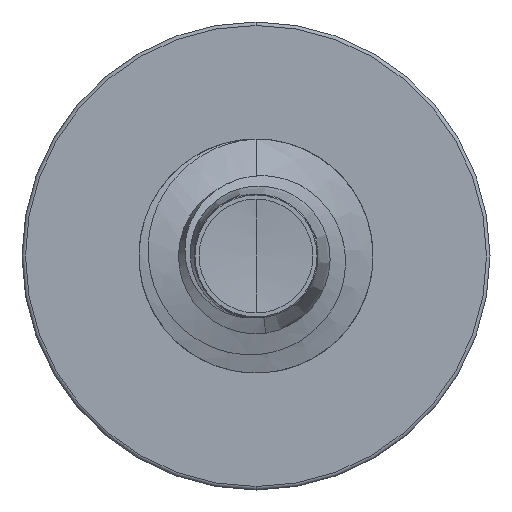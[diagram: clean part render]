
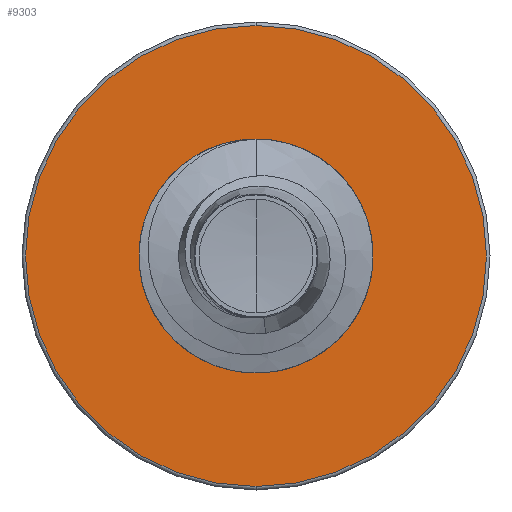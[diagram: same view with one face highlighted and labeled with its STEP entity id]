
A CAD part, front view. The second image highlights one B-rep face of the part: STEP entity #9303.
In plain terms, the highlighted planar face has unit normal (0, -1, 0).
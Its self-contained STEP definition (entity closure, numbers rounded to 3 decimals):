
#533 = VERTEX_POINT ( 'NONE', #23837 ) ;
#817 = AXIS2_PLACEMENT_3D ( 'NONE', #3227, #17614, #5342 ) ;
#1149 = FACE_OUTER_BOUND ( 'NONE', #10744, .T. ) ;
#1518 = DIRECTION ( 'NONE',  ( 0., 1., 0. ) ) ;
#1804 = FACE_BOUND ( 'NONE', #16547, .T. ) ;
#2570 = AXIS2_PLACEMENT_3D ( 'NONE', #15667, #3320, #17701 ) ;
#3049 = DIRECTION ( 'NONE',  ( 0., 1., 0. ) ) ;
#3227 = CARTESIAN_POINT ( 'NONE',  ( 0., 32.5, 0. ) ) ;
#3320 = DIRECTION ( 'NONE',  ( 0., 1., 0. ) ) ;
#3825 = VERTEX_POINT ( 'NONE', #24173 ) ;
#3895 = PLANE ( 'NONE',  #23546 ) ;
#5341 = EDGE_CURVE ( 'NONE', #9832, #10072, #24434, .T. ) ;
#5342 = DIRECTION ( 'NONE',  ( 0., 0., 1. ) ) ;
#5707 = EDGE_CURVE ( 'NONE', #533, #3825, #17916, .T. ) ;
#5998 = DIRECTION ( 'NONE',  ( 0., 0., 1. ) ) ;
#9229 = CIRCLE ( 'NONE', #22439, 3.694 ) ;
#9303 = ADVANCED_FACE ( 'NONE', ( #1149, #1804 ), #3895, .F. ) ;
#9832 = VERTEX_POINT ( 'NONE', #15576 ) ;
#10023 = EDGE_CURVE ( 'NONE', #3825, #533, #10894, .T. ) ;
#10072 = VERTEX_POINT ( 'NONE', #11568 ) ;
#10473 = DIRECTION ( 'NONE',  ( 0., 1., 0. ) ) ;
#10744 = EDGE_LOOP ( 'NONE', ( #12526, #13700 ) ) ;
#10894 = CIRCLE ( 'NONE', #2570, 7.88 ) ;
#11568 = CARTESIAN_POINT ( 'NONE',  ( 0., 32.5, -3.694 ) ) ;
#12526 = ORIENTED_EDGE ( 'NONE', *, *, #10023, .F. ) ;
#13700 = ORIENTED_EDGE ( 'NONE', *, *, #5707, .F. ) ;
#14182 = CARTESIAN_POINT ( 'NONE',  ( 0., 32.5, -3.694 ) ) ;
#14432 = ORIENTED_EDGE ( 'NONE', *, *, #5341, .T. ) ;
#15405 = CARTESIAN_POINT ( 'NONE',  ( 0., 32.5, 0. ) ) ;
#15576 = CARTESIAN_POINT ( 'NONE',  ( 0., 32.5, 3.694 ) ) ;
#15667 = CARTESIAN_POINT ( 'NONE',  ( 0., 32.5, 0. ) ) ;
#16140 = ORIENTED_EDGE ( 'NONE', *, *, #24845, .T. ) ;
#16547 = EDGE_LOOP ( 'NONE', ( #14432, #16140 ) ) ;
#17438 = DIRECTION ( 'NONE',  ( 0., 0., 1. ) ) ;
#17614 = DIRECTION ( 'NONE',  ( 0., 1., 0. ) ) ;
#17701 = DIRECTION ( 'NONE',  ( 0., 0., 1. ) ) ;
#17916 = CIRCLE ( 'NONE', #817, 7.88 ) ;
#19257 = AXIS2_PLACEMENT_3D ( 'NONE', #15405, #3049, #17438 ) ;
#22439 = AXIS2_PLACEMENT_3D ( 'NONE', #22554, #10473, #24527 ) ;
#22554 = CARTESIAN_POINT ( 'NONE',  ( 0., 32.5, 0. ) ) ;
#23546 = AXIS2_PLACEMENT_3D ( 'NONE', #14182, #1518, #5998 ) ;
#23837 = CARTESIAN_POINT ( 'NONE',  ( 0., 32.5, -7.88 ) ) ;
#24173 = CARTESIAN_POINT ( 'NONE',  ( 0., 32.5, 7.88 ) ) ;
#24434 = CIRCLE ( 'NONE', #19257, 3.694 ) ;
#24527 = DIRECTION ( 'NONE',  ( 0., 0., 1. ) ) ;
#24845 = EDGE_CURVE ( 'NONE', #10072, #9832, #9229, .T. ) ;
